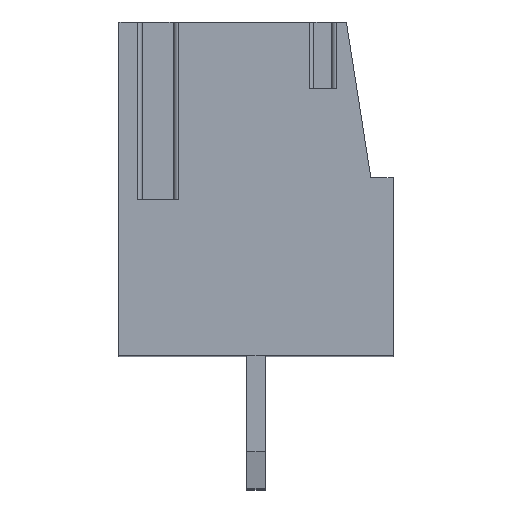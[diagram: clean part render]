
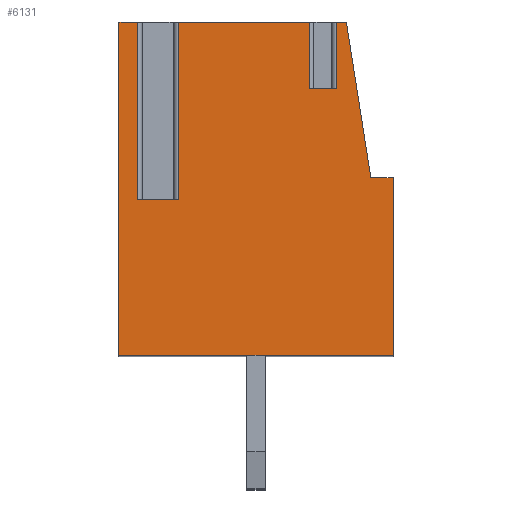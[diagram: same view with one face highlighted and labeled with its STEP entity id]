
A CAD part, top view. The second image highlights one B-rep face of the part: STEP entity #6131.
In plain terms, the highlighted planar face has unit normal (0, 0, 1).
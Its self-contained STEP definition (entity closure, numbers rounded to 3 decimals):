
#1725=DIRECTION('',(0.,1.,0.));
#1726=VECTOR('',#1725,1.8);
#1727=CARTESIAN_POINT('',(1.436,2.4,1.75));
#1728=LINE('',#1727,#1726);
#1729=DIRECTION('',(0.,1.,0.));
#1730=VECTOR('',#1729,1.8);
#1731=CARTESIAN_POINT('',(2.164,2.4,1.75));
#1732=LINE('',#1731,#1730);
#1733=DIRECTION('',(-1.,0.,0.));
#1734=VECTOR('',#1733,0.276);
#1735=CARTESIAN_POINT('',(2.44,4.2,1.75));
#1736=LINE('',#1735,#1734);
#1737=DIRECTION('',(-0.155,0.988,0.));
#1738=VECTOR('',#1737,4.252);
#1739=CARTESIAN_POINT('',(3.1,0.,1.75));
#1740=LINE('',#1739,#1738);
#1741=DIRECTION('',(-1.,0.,0.));
#1742=VECTOR('',#1741,0.6);
#1743=CARTESIAN_POINT('',(3.7,0.,1.75));
#1744=LINE('',#1743,#1742);
#1745=DIRECTION('',(0.,1.,0.));
#1746=VECTOR('',#1745,4.8);
#1747=CARTESIAN_POINT('',(3.7,-4.8,1.75));
#1748=LINE('',#1747,#1746);
#1749=DIRECTION('',(1.,0.,0.));
#1750=VECTOR('',#1749,7.4);
#1751=CARTESIAN_POINT('',(-3.7,-4.8,1.75));
#1752=LINE('',#1751,#1750);
#1753=DIRECTION('',(0.,-1.,0.));
#1754=VECTOR('',#1753,9.);
#1755=CARTESIAN_POINT('',(-3.7,4.2,1.75));
#1756=LINE('',#1755,#1754);
#1757=DIRECTION('',(-1.,0.,0.));
#1758=VECTOR('',#1757,0.504);
#1759=CARTESIAN_POINT('',(-3.196,4.2,1.75));
#1760=LINE('',#1759,#1758);
#1761=DIRECTION('',(0.,1.,0.));
#1762=VECTOR('',#1761,4.8);
#1763=CARTESIAN_POINT('',(-3.196,-0.6,1.75));
#1764=LINE('',#1763,#1762);
#1765=DIRECTION('',(-1.,0.,0.));
#1766=VECTOR('',#1765,1.093);
#1767=CARTESIAN_POINT('',(-2.104,-0.6,1.75));
#1768=LINE('',#1767,#1766);
#1769=DIRECTION('',(0.,1.,0.));
#1770=VECTOR('',#1769,4.8);
#1771=CARTESIAN_POINT('',(-2.104,-0.6,1.75));
#1772=LINE('',#1771,#1770);
#1773=DIRECTION('',(-1.,0.,0.));
#1774=VECTOR('',#1773,3.54);
#1775=CARTESIAN_POINT('',(1.436,4.2,1.75));
#1776=LINE('',#1775,#1774);
#1786=DIRECTION('',(1.,0.,0.));
#1787=VECTOR('',#1786,0.728);
#1788=CARTESIAN_POINT('',(1.436,2.4,1.75));
#1789=LINE('',#1788,#1787);
#2937=CARTESIAN_POINT('',(3.7,0.,1.75));
#2938=CARTESIAN_POINT('',(3.1,0.,1.75));
#2939=VERTEX_POINT('',#2937);
#2940=VERTEX_POINT('',#2938);
#2941=CARTESIAN_POINT('',(2.44,4.2,1.75));
#2942=VERTEX_POINT('',#2941);
#2943=CARTESIAN_POINT('',(-3.7,4.2,1.75));
#2944=CARTESIAN_POINT('',(-3.7,-4.8,1.75));
#2945=VERTEX_POINT('',#2943);
#2946=VERTEX_POINT('',#2944);
#2947=CARTESIAN_POINT('',(3.7,-4.8,1.75));
#2948=VERTEX_POINT('',#2947);
#2957=CARTESIAN_POINT('',(-2.104,-0.6,1.75));
#2958=CARTESIAN_POINT('',(-3.196,-0.6,1.75));
#2959=VERTEX_POINT('',#2957);
#2960=VERTEX_POINT('',#2958);
#2961=CARTESIAN_POINT('',(-3.196,4.2,1.75));
#2962=VERTEX_POINT('',#2961);
#2963=CARTESIAN_POINT('',(-2.104,4.2,1.75));
#2964=VERTEX_POINT('',#2963);
#2969=CARTESIAN_POINT('',(1.436,4.2,1.75));
#2970=VERTEX_POINT('',#2969);
#2972=CARTESIAN_POINT('',(2.164,4.2,1.75));
#2974=VERTEX_POINT('',#2972);
#3037=CARTESIAN_POINT('',(1.436,2.4,1.75));
#3038=VERTEX_POINT('',#3037);
#3040=CARTESIAN_POINT('',(2.164,2.4,1.75));
#3042=VERTEX_POINT('',#3040);
#6100=CARTESIAN_POINT('',(0.,0.,1.75));
#6101=DIRECTION('',(0.,0.,1.));
#6102=DIRECTION('',(1.,0.,0.));
#6103=AXIS2_PLACEMENT_3D('',#6100,#6101,#6102);
#6104=PLANE('',#6103);
#6106=ORIENTED_EDGE('',*,*,#6105,.F.);
#6108=ORIENTED_EDGE('',*,*,#6107,.T.);
#6110=ORIENTED_EDGE('',*,*,#6109,.T.);
#6111=ORIENTED_EDGE('',*,*,#3914,.F.);
#6113=ORIENTED_EDGE('',*,*,#6112,.F.);
#6115=ORIENTED_EDGE('',*,*,#6114,.F.);
#6117=ORIENTED_EDGE('',*,*,#6116,.F.);
#6119=ORIENTED_EDGE('',*,*,#6118,.F.);
#6120=ORIENTED_EDGE('',*,*,#5895,.F.);
#6121=ORIENTED_EDGE('',*,*,#3938,.F.);
#6123=ORIENTED_EDGE('',*,*,#6122,.F.);
#6125=ORIENTED_EDGE('',*,*,#6124,.F.);
#6127=ORIENTED_EDGE('',*,*,#6126,.T.);
#6128=ORIENTED_EDGE('',*,*,#3926,.F.);
#6129=EDGE_LOOP('',(#6106,#6108,#6110,#6111,#6113,#6115,#6117,#6119,#6120,#6121,
#6123,#6125,#6127,#6128));
#6130=FACE_OUTER_BOUND('',#6129,.F.);
#3914=EDGE_CURVE('',#2942,#2974,#1736,.T.);
#3926=EDGE_CURVE('',#2970,#2964,#1776,.T.);
#3938=EDGE_CURVE('',#2962,#2945,#1760,.T.);
#5895=EDGE_CURVE('',#2945,#2946,#1756,.T.);
#6105=EDGE_CURVE('',#3038,#2970,#1728,.T.);
#6107=EDGE_CURVE('',#3038,#3042,#1789,.T.);
#6109=EDGE_CURVE('',#3042,#2974,#1732,.T.);
#6112=EDGE_CURVE('',#2940,#2942,#1740,.T.);
#6114=EDGE_CURVE('',#2939,#2940,#1744,.T.);
#6116=EDGE_CURVE('',#2948,#2939,#1748,.T.);
#6118=EDGE_CURVE('',#2946,#2948,#1752,.T.);
#6122=EDGE_CURVE('',#2960,#2962,#1764,.T.);
#6124=EDGE_CURVE('',#2959,#2960,#1768,.T.);
#6126=EDGE_CURVE('',#2959,#2964,#1772,.T.);
#6131=ADVANCED_FACE('',(#6130),#6104,.T.);
